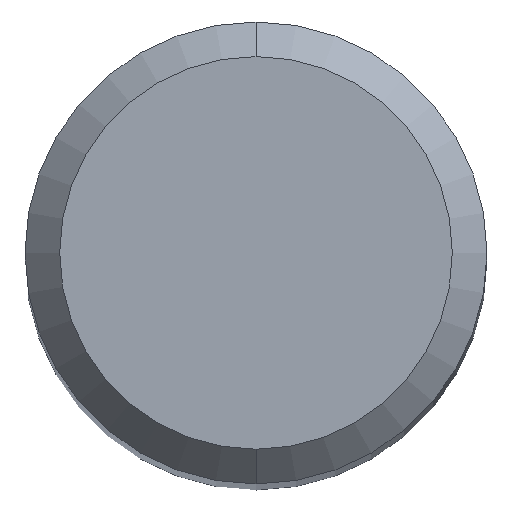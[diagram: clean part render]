
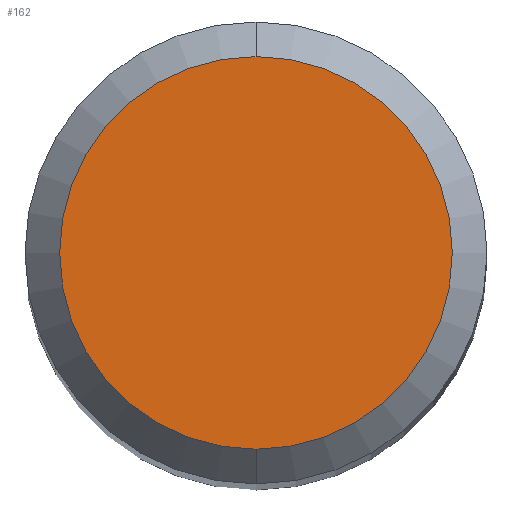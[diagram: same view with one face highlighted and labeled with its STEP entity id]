
A CAD part, top view. The second image highlights one B-rep face of the part: STEP entity #162.
In plain terms, the highlighted planar face has unit normal (0, 0, 1).
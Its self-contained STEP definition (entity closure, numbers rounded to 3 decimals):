
#162=ADVANCED_FACE('',(#334),#335,.T.);
#206=EDGE_CURVE('',#210,#214,#382,.T.);
#210=VERTEX_POINT('',#386);
#214=VERTEX_POINT('',#390);
#240=EDGE_CURVE('',#214,#210,#423,.T.);
#334=FACE_OUTER_BOUND('',#528,.T.);
#335=PLANE('',#529);
#382=CIRCLE('',#590,1.7);
#386=CARTESIAN_POINT('',(0.0,1.7,0.0));
#390=CARTESIAN_POINT('',(0.,-1.7,0.0));
#423=CIRCLE('',#637,1.7);
#528=EDGE_LOOP('',(#731,#732));
#529=AXIS2_PLACEMENT_3D('',#733,#734,#735);
#590=AXIS2_PLACEMENT_3D('',#792,#793,#794);
#637=AXIS2_PLACEMENT_3D('',#859,#860,#861);
#731=ORIENTED_EDGE('',*,*,#206,.F.);
#732=ORIENTED_EDGE('',*,*,#240,.F.);
#733=CARTESIAN_POINT('',(0.0,0.85,0.0));
#734=DIRECTION('',(-0.0,0.0,1.0));
#735=DIRECTION('',(0.0,-1.0,0.0));
#792=CARTESIAN_POINT('',(0.0,0.0,0.0));
#793=DIRECTION('',(0.0,0.0,-1.0));
#794=DIRECTION('',(0.0,1.0,0.0));
#859=CARTESIAN_POINT('',(0.0,0.0,0.0));
#860=DIRECTION('',(0.0,0.0,-1.0));
#861=DIRECTION('',(0.0,1.0,0.0));
